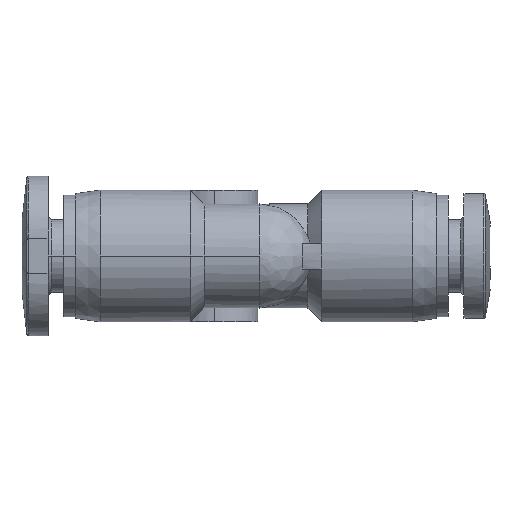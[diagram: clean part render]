
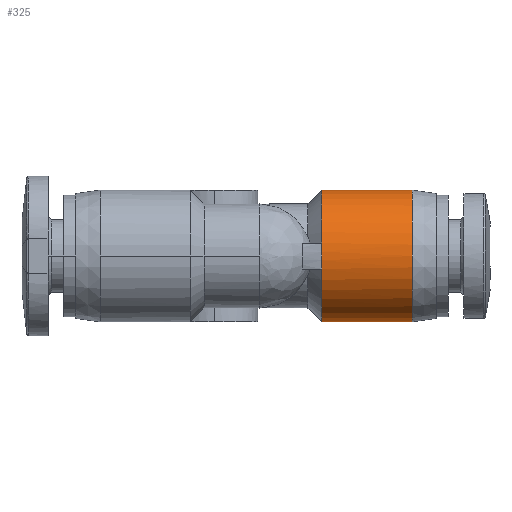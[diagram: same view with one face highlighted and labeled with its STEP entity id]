
A CAD part, left-side view. The second image highlights one B-rep face of the part: STEP entity #325.
In plain terms, the highlighted cylindrical face has radius 3.8 mm (diameter 7.6 mm), a partial arc.
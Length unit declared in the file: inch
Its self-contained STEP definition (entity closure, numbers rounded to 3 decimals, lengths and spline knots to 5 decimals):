
#325 = ADVANCED_FACE ( 'NONE', ( #4750 ), #4565, .T. ) ;
#340 = LINE ( 'NONE', #1179, #6702 ) ;
#359 = CARTESIAN_POINT ( 'NONE',  ( -0.15059, -0.24409, 0.01004 ) ) ;
#428 = AXIS2_PLACEMENT_3D ( 'NONE', #5125, #5268, #5077 ) ;
#619 = CIRCLE ( 'NONE', #2570, 0.14961 ) ;
#718 = CIRCLE ( 'NONE', #3965, 0.14961 ) ;
#839 = CARTESIAN_POINT ( 'NONE',  ( -0.14666, -0.24409, 0.02953 ) ) ;
#1058 = ORIENTED_EDGE ( 'NONE', *, *, #5087, .T. ) ;
#1076 = VERTEX_POINT ( 'NONE', #839 ) ;
#1179 = CARTESIAN_POINT ( 'NONE',  ( 0., -0.34646, 0.14961 ) ) ;
#1277 = ORIENTED_EDGE ( 'NONE', *, *, #4950, .T. ) ;
#1298 = EDGE_CURVE ( 'NONE', #2357, #4760, #340, .T. ) ;
#1388 = B_SPLINE_CURVE_WITH_KNOTS ( 'NONE', 3,
 ( #1598, #7690, #359, #4732 ),
 .UNSPECIFIED., .F., .F.,
 ( 4, 4 ),
 ( -0.00075, 0.00075 ),
 .UNSPECIFIED. ) ;
#1489 = CARTESIAN_POINT ( 'NONE',  ( 0., -0.24409, 0. ) ) ;
#1598 = CARTESIAN_POINT ( 'NONE',  ( -0.14666, -0.24409, -0.02953 ) ) ;
#1606 = LINE ( 'NONE', #7744, #2701 ) ;
#2041 = VERTEX_POINT ( 'NONE', #7824 ) ;
#2095 = CARTESIAN_POINT ( 'NONE',  ( 0., -0.44882, 0. ) ) ;
#2119 = DIRECTION ( 'NONE',  ( 0., 0., 1. ) ) ;
#2287 = CARTESIAN_POINT ( 'NONE',  ( 0., -0.24409, 0.14961 ) ) ;
#2357 = VERTEX_POINT ( 'NONE', #3440 ) ;
#2570 = AXIS2_PLACEMENT_3D ( 'NONE', #1489, #5753, #2119 ) ;
#2701 = VECTOR ( 'NONE', #3566, 39.37008 ) ;
#2729 = DIRECTION ( 'NONE',  ( 0., 0., 1. ) ) ;
#2801 = DIRECTION ( 'NONE',  ( 0., -1., 0. ) ) ;
#3056 = EDGE_CURVE ( 'NONE', #7560, #1076, #1388, .T. ) ;
#3317 = ORIENTED_EDGE ( 'NONE', *, *, #5464, .T. ) ;
#3440 = CARTESIAN_POINT ( 'NONE',  ( 0., -0.44882, 0.14961 ) ) ;
#3566 = DIRECTION ( 'NONE',  ( 0., 1., 0. ) ) ;
#3942 = EDGE_LOOP ( 'NONE', ( #6666, #1277, #7469, #1058, #7933, #3317 ) ) ;
#3965 = AXIS2_PLACEMENT_3D ( 'NONE', #2095, #6322, #2729 ) ;
#4403 = VERTEX_POINT ( 'NONE', #7040 ) ;
#4565 = CYLINDRICAL_SURFACE ( 'NONE', #428, 0.14961 ) ;
#4732 = CARTESIAN_POINT ( 'NONE',  ( -0.14666, -0.24409, 0.02953 ) ) ;
#4750 = FACE_OUTER_BOUND ( 'NONE', #3942, .T. ) ;
#4760 = VERTEX_POINT ( 'NONE', #2287 ) ;
#4788 = CARTESIAN_POINT ( 'NONE',  ( -0.14666, -0.24409, -0.02953 ) ) ;
#4950 = EDGE_CURVE ( 'NONE', #4403, #2357, #718, .T. ) ;
#5077 = DIRECTION ( 'NONE',  ( 0., 0., 1. ) ) ;
#5087 = EDGE_CURVE ( 'NONE', #4760, #1076, #5462, .T. ) ;
#5125 = CARTESIAN_POINT ( 'NONE',  ( 0., -0.34646, 0. ) ) ;
#5268 = DIRECTION ( 'NONE',  ( 0., 1., 0. ) ) ;
#5462 = CIRCLE ( 'NONE', #6767, 0.14961 ) ;
#5464 = EDGE_CURVE ( 'NONE', #7560, #2041, #619, .T. ) ;
#5753 = DIRECTION ( 'NONE',  ( 0., -1., 0. ) ) ;
#6322 = DIRECTION ( 'NONE',  ( 0., 1., 0. ) ) ;
#6393 = CARTESIAN_POINT ( 'NONE',  ( 0., -0.24409, 0. ) ) ;
#6666 = ORIENTED_EDGE ( 'NONE', *, *, #7556, .F. ) ;
#6702 = VECTOR ( 'NONE', #7275, 39.37008 ) ;
#6767 = AXIS2_PLACEMENT_3D ( 'NONE', #6393, #2801, #7007 ) ;
#7007 = DIRECTION ( 'NONE',  ( 0., 0., 1. ) ) ;
#7040 = CARTESIAN_POINT ( 'NONE',  ( 0., -0.44882, -0.14961 ) ) ;
#7275 = DIRECTION ( 'NONE',  ( 0., 1., 0. ) ) ;
#7469 = ORIENTED_EDGE ( 'NONE', *, *, #1298, .T. ) ;
#7556 = EDGE_CURVE ( 'NONE', #4403, #2041, #1606, .T. ) ;
#7560 = VERTEX_POINT ( 'NONE', #4788 ) ;
#7690 = CARTESIAN_POINT ( 'NONE',  ( -0.15059, -0.24409, -0.01004 ) ) ;
#7744 = CARTESIAN_POINT ( 'NONE',  ( 0., -0.34646, -0.14961 ) ) ;
#7824 = CARTESIAN_POINT ( 'NONE',  ( 0., -0.24409, -0.14961 ) ) ;
#7933 = ORIENTED_EDGE ( 'NONE', *, *, #3056, .F. ) ;
